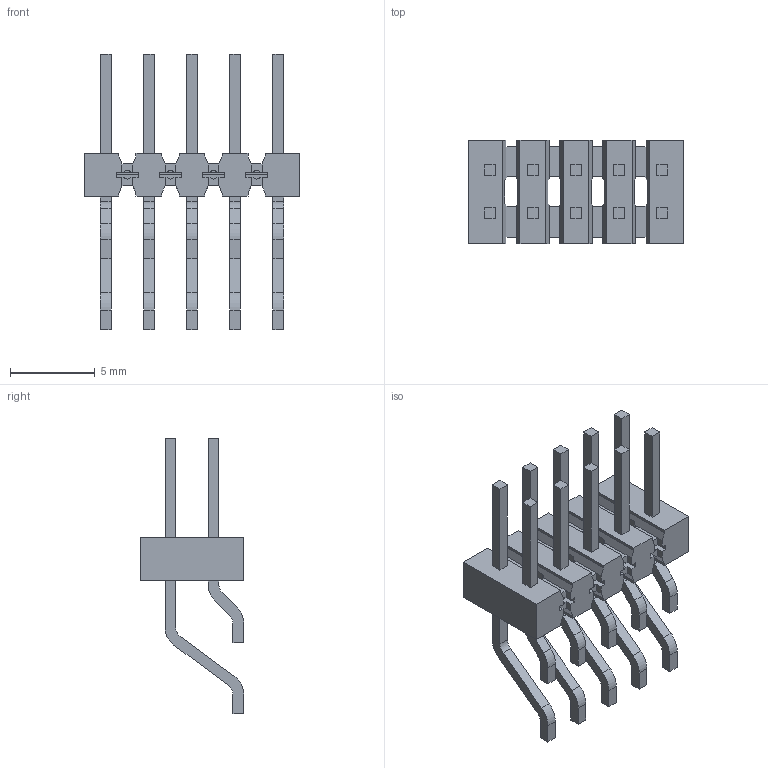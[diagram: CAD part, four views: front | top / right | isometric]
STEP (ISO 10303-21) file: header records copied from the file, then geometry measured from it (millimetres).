
FILE_DESCRIPTION(/* description */ ('STEP AP214'),/* implementation_level */ '2;1');
FILE_NAME(/* name */ 'TSM-105-01-T-DH',/* time_stamp */ '2023-09-06T19:42:47+02:00',/* author */ ('License CC BY-ND 4.0'),/* organization */ ('CADENAS'),/* preprocessor_version */ 'ST-DEVELOPER v19.3',/* originating_system */ 'PARTsolutions',/* authorisation */ ' ');
FILE_SCHEMA (('AUTOMOTIVE_DESIGN {1 0 10303 214 3 1 1}'));
Length unit declared in the file: inch
Products named in the file (3): TSM-105-01-T-DH; T-1S6-09(-01-5-DH); TSM-105-01-DH_body
Assembly tree (2 placements, depth 2):
  TSM-105-01-T-DH
    T-1S6-09(-01-5-DH)
    TSM-105-01-DH_body
Bounding box: 12.7 x 6.1 x 16.26 mm (x, y, z)
Volume: 210.3 mm3; surface area: 833.6 mm2
Topology: 2 solids, 2 shells, 464 faces, 1312 edges, 864 vertices
Faces by surface type: plane 408, cylinder 56
Entity records: 14922 total; most frequent: CARTESIAN_POINT 2643, ORIENTED_EDGE 2624, DIRECTION 2358, EDGE_CURVE 1312, LINE 1200, VECTOR 1200, VERTEX_POINT 864, AXIS2_PLACEMENT_3D 579
